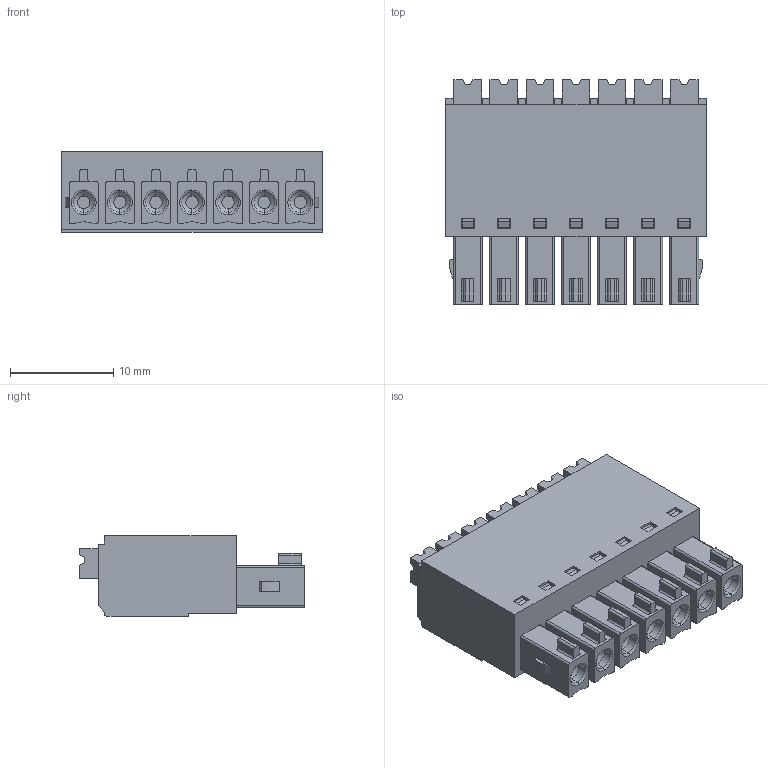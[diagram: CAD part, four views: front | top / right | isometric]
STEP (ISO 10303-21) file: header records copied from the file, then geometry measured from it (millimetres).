
FILE_DESCRIPTION (( 'STEP AP214' ), '1' );
FILE_NAME ('15EDGKN-3.5-07P-14-00AH.STEP', '2021-01-29T23:36:41', ( '' ), ( '' ), 'SwSTEP 2.0', 'SolidWorks 2020', '' );
FILE_SCHEMA (( 'AUTOMOTIVE_DESIGN' ));
Length unit declared in the file: millimetre
Products named in the file (1): 15EDGKN-3.5-07P-14-00AH
Bounding box: 25.3 x 21.8 x 7.8 mm (x, y, z)
Volume: 2599 mm3; surface area: 3572 mm2
Topology: 1 solids, 8 shells, 1095 faces, 2887 edges, 1878 vertices
Faces by surface type: plane 765, cylinder 159, bspline 115, cone 35, torus 21
Entity records: 44584 total; most frequent: CARTESIAN_POINT 13063, ORIENTED_EDGE 5774, DIRECTION 4909, EDGE_CURVE 2887, VECTOR 2157, LINE 2157, VERTEX_POINT 1878, AXIS2_PLACEMENT_3D 1376
